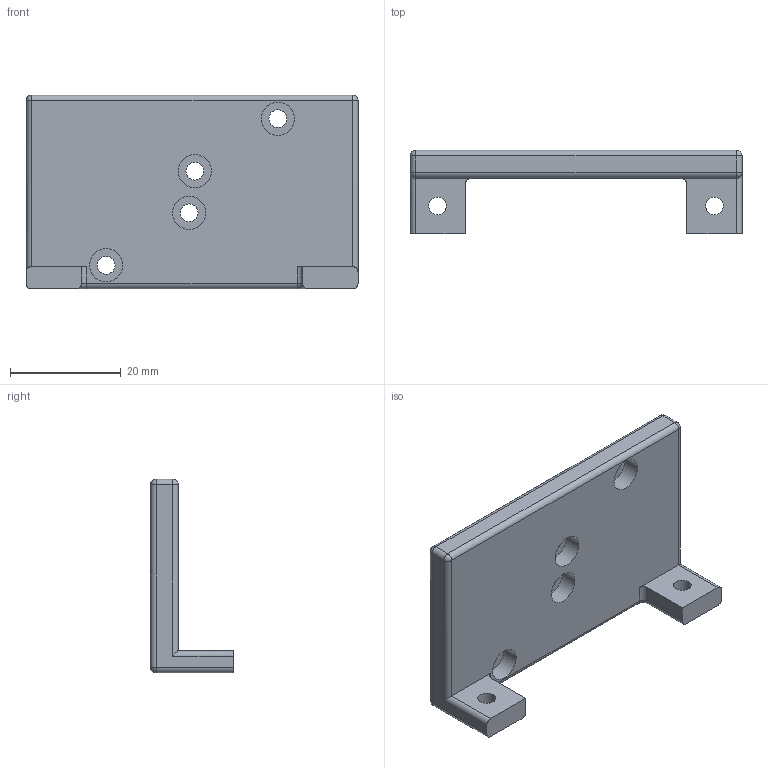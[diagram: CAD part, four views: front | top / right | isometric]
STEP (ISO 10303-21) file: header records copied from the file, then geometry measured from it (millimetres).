
FILE_DESCRIPTION (( 'STEP AP203' ), '1' );
FILE_NAME ('概盓殤.STEP', '2025-01-09T03:46:11', ( '' ), ( '' ), 'SwSTEP 2.0', 'SolidWorks 2024', '' );
FILE_SCHEMA (( 'CONFIG_CONTROL_DESIGN' ));
Length unit declared in the file: millimetre
Products named in the file (1): 阀支架
Bounding box: 60 x 15 x 35 mm (x, y, z)
Volume: 10725.7 mm3; surface area: 5818.3 mm2
Topology: 1 solids, 1 shells, 62 faces, 150 edges, 88 vertices
Faces by surface type: cylinder 38, plane 16, sphere 6, torus 2
Entity records: 1871 total; most frequent: DIRECTION 342, CARTESIAN_POINT 301, ORIENTED_EDGE 288, EDGE_CURVE 144, AXIS2_PLACEMENT_3D 137, VERTEX_POINT 88, EDGE_LOOP 78, CIRCLE 74
